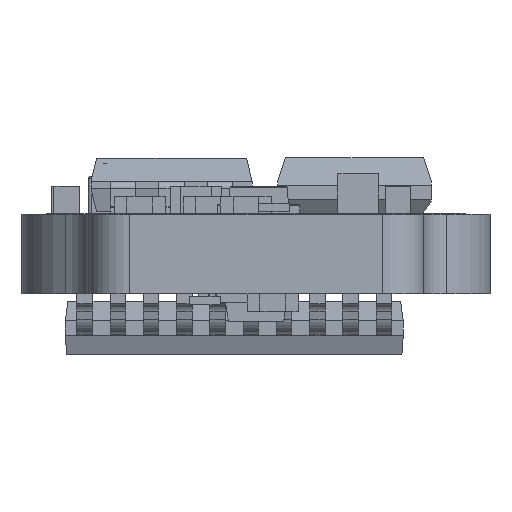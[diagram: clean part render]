
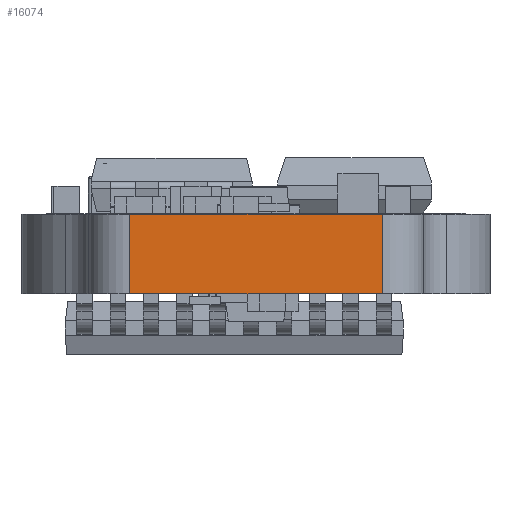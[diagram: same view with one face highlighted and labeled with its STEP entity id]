
A CAD part, front view. The second image highlights one B-rep face of the part: STEP entity #16074.
In plain terms, the highlighted planar face has unit normal (0, -1, 0).
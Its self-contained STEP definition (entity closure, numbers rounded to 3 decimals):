
#1773=FACE_OUTER_BOUND('',#2747,.T.);
#2747=EDGE_LOOP('',(#11752,#11753,#11754,#11755));
#3502=LINE('',#23313,#5297);
#3932=LINE('',#24311,#5727);
#3933=LINE('',#24314,#5728);
#3934=LINE('',#24315,#5729);
#5297=VECTOR('',#18586,1.);
#5727=VECTOR('',#19506,1.);
#5728=VECTOR('',#19509,1.);
#5729=VECTOR('',#19510,1.);
#7094=VERTEX_POINT('',#23310);
#7095=VERTEX_POINT('',#23312);
#7418=VERTEX_POINT('',#24309);
#7419=VERTEX_POINT('',#24313);
#8568=EDGE_CURVE('',#7094,#7095,#3502,.T.);
#9046=EDGE_CURVE('',#7418,#7094,#3932,.T.);
#9047=EDGE_CURVE('',#7418,#7419,#3933,.T.);
#9048=EDGE_CURVE('',#7419,#7095,#3934,.T.);
#11752=ORIENTED_EDGE('',*,*,#9046,.F.);
#11753=ORIENTED_EDGE('',*,*,#9047,.T.);
#11754=ORIENTED_EDGE('',*,*,#9048,.T.);
#11755=ORIENTED_EDGE('',*,*,#8568,.F.);
#15343=PLANE('',#17299);
#16074=ADVANCED_FACE('',(#1773),#15343,.F.);
#17299=AXIS2_PLACEMENT_3D('',#24312,#19507,#19508);
#18586=DIRECTION('',(1.,0.,0.));
#19506=DIRECTION('',(0.,0.,1.));
#19507=DIRECTION('center_axis',(0.,1.,0.));
#19508=DIRECTION('ref_axis',(1.,0.,0.));
#19509=DIRECTION('',(1.,0.,0.));
#19510=DIRECTION('',(0.,0.,1.));
#23310=CARTESIAN_POINT('',(-2.47,-6.1,1.545));
#23312=CARTESIAN_POINT('',(2.47,-6.1,1.545));
#23313=CARTESIAN_POINT('',(-2.47,-6.1,1.545));
#24309=CARTESIAN_POINT('',(-2.47,-6.1,0.));
#24311=CARTESIAN_POINT('',(-2.47,-6.1,0.));
#24312=CARTESIAN_POINT('Origin',(-2.47,-6.1,0.));
#24313=CARTESIAN_POINT('',(2.47,-6.1,0.));
#24314=CARTESIAN_POINT('',(-2.47,-6.1,0.));
#24315=CARTESIAN_POINT('',(2.47,-6.1,0.));
